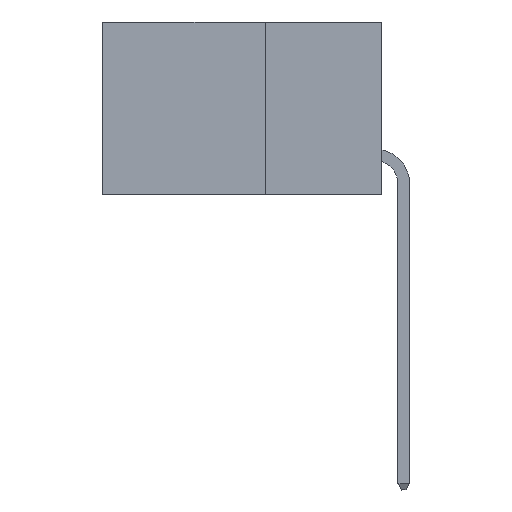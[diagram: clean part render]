
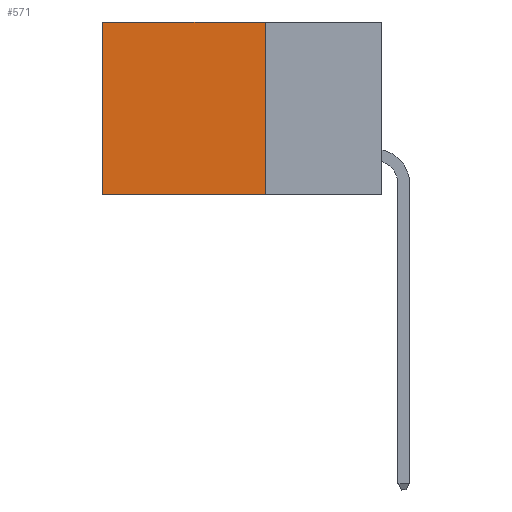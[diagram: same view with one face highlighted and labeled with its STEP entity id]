
A CAD part, left-side view. The second image highlights one B-rep face of the part: STEP entity #571.
In plain terms, the highlighted planar face has unit normal (-1, 0, 0).
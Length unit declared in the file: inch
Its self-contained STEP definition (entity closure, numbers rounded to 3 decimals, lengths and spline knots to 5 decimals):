
#1 = VERTEX_POINT ( 'NONE', #13356 ) ;
#151 = AXIS2_PLACEMENT_3D ( 'NONE', #8135, #9673, #20521 ) ;
#571 = ADVANCED_FACE ( 'NONE', ( #21746 ), #13485, .F. ) ;
#1879 = CARTESIAN_POINT ( 'NONE',  ( 0.2875, 0.6, 0. ) ) ;
#2387 = EDGE_CURVE ( 'NONE', #13490, #5647, #11716, .T. ) ;
#2915 = ORIENTED_EDGE ( 'NONE', *, *, #12517, .F. ) ;
#4471 = VECTOR ( 'NONE', #21991, 39.37008 ) ;
#4557 = VERTEX_POINT ( 'NONE', #8739 ) ;
#5647 = VERTEX_POINT ( 'NONE', #1879 ) ;
#5791 = CARTESIAN_POINT ( 'NONE',  ( 0.2875, 0.25, 0. ) ) ;
#7726 = CARTESIAN_POINT ( 'NONE',  ( 0.2875, 0.25, -0.37 ) ) ;
#8135 = CARTESIAN_POINT ( 'NONE',  ( 0.2875, 0.25, 0. ) ) ;
#8452 = ORIENTED_EDGE ( 'NONE', *, *, #13232, .T. ) ;
#8599 = CARTESIAN_POINT ( 'NONE',  ( 0.2875, 0.25, 0. ) ) ;
#8739 = CARTESIAN_POINT ( 'NONE',  ( 0.2875, 0.25, -0.37 ) ) ;
#9673 = DIRECTION ( 'NONE',  ( 1., 0., 0. ) ) ;
#10077 = EDGE_LOOP ( 'NONE', ( #8452, #10855, #2915, #21025 ) ) ;
#10855 = ORIENTED_EDGE ( 'NONE', *, *, #18822, .F. ) ;
#11716 = LINE ( 'NONE', #5791, #16426 ) ;
#12253 = VECTOR ( 'NONE', #19140, 39.37008 ) ;
#12517 = EDGE_CURVE ( 'NONE', #13490, #4557, #21720, .T. ) ;
#13232 = EDGE_CURVE ( 'NONE', #5647, #1, #16637, .T. ) ;
#13356 = CARTESIAN_POINT ( 'NONE',  ( 0.2875, 0.6, -0.37 ) ) ;
#13485 = PLANE ( 'NONE',  #151 ) ;
#13490 = VERTEX_POINT ( 'NONE', #8599 ) ;
#14689 = DIRECTION ( 'NONE',  ( 0., 1., 0. ) ) ;
#15545 = CARTESIAN_POINT ( 'NONE',  ( 0.2875, 0.25, 0. ) ) ;
#15847 = VECTOR ( 'NONE', #16953, 39.37008 ) ;
#16195 = LINE ( 'NONE', #7726, #4471 ) ;
#16426 = VECTOR ( 'NONE', #14689, 39.37008 ) ;
#16637 = LINE ( 'NONE', #20384, #15847 ) ;
#16953 = DIRECTION ( 'NONE',  ( 0., 0., -1. ) ) ;
#18822 = EDGE_CURVE ( 'NONE', #4557, #1, #16195, .T. ) ;
#19140 = DIRECTION ( 'NONE',  ( 0., 0., -1. ) ) ;
#20384 = CARTESIAN_POINT ( 'NONE',  ( 0.2875, 0.6, 0. ) ) ;
#20521 = DIRECTION ( 'NONE',  ( 0., 0., -1. ) ) ;
#21025 = ORIENTED_EDGE ( 'NONE', *, *, #2387, .T. ) ;
#21720 = LINE ( 'NONE', #15545, #12253 ) ;
#21746 = FACE_OUTER_BOUND ( 'NONE', #10077, .T. ) ;
#21991 = DIRECTION ( 'NONE',  ( 0., 1., 0. ) ) ;
